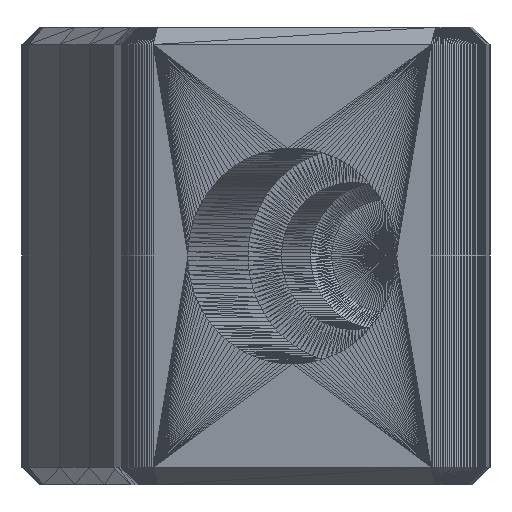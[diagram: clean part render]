
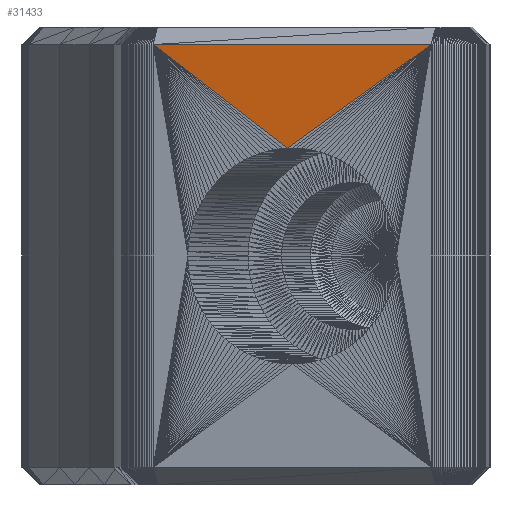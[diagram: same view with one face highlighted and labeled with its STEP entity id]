
A CAD part, front view. The second image highlights one B-rep face of the part: STEP entity #31433.
In plain terms, the highlighted planar face has unit normal (-0.259, -0.966, 0).
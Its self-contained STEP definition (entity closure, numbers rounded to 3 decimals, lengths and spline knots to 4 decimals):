
#21289 = VERTEX_POINT('',#21290);
#21290 = CARTESIAN_POINT('',(122.6142,93.639,
    10.2));
#24583 = VERTEX_POINT('',#24584);
#24584 = CARTESIAN_POINT('',(125.7303,92.8041,
    7.7976));
#31423 = EDGE_CURVE('',#24583,#21289,#31424,.T.);
#31424 = LINE('',#31425,#31426);
#31425 = CARTESIAN_POINT('',(125.7303,92.8041,
    7.7976));
#31426 = VECTOR('',#31427,1.);
#31427 = DIRECTION('',(-0.775,0.208,0.597));
#31433 = ADVANCED_FACE('',(#31434),#31451,.T.);
#31434 = FACE_BOUND('',#31435,.T.);
#31435 = EDGE_LOOP('',(#31436,#31437,#31445));
#31436 = ORIENTED_EDGE('',*,*,#31423,.F.);
#31437 = ORIENTED_EDGE('',*,*,#31438,.T.);
#31438 = EDGE_CURVE('',#24583,#31439,#31441,.T.);
#31439 = VERTEX_POINT('',#31440);
#31440 = CARTESIAN_POINT('',(129.057,91.9127,
    10.2));
#31441 = LINE('',#31442,#31443);
#31442 = CARTESIAN_POINT('',(125.7303,92.8041,
    7.7976));
#31443 = VECTOR('',#31444,1.);
#31444 = DIRECTION('',(0.792,-0.212,0.572));
#31445 = ORIENTED_EDGE('',*,*,#31446,.T.);
#31446 = EDGE_CURVE('',#31439,#21289,#31447,.T.);
#31447 = LINE('',#31448,#31449);
#31448 = CARTESIAN_POINT('',(129.057,91.9127,
    10.2));
#31449 = VECTOR('',#31450,1.);
#31450 = DIRECTION('',(-0.966,0.259,0.));
#31451 = PLANE('',#31452);
#31452 = AXIS2_PLACEMENT_3D('',#31453,#31454,#31455);
#31453 = CARTESIAN_POINT('',(125.8257,92.7785,
    9.5368));
#31454 = DIRECTION('',(-0.259,-0.966,0.
    ));
#31455 = DIRECTION('',(-0.966,0.259,0.
    ));
